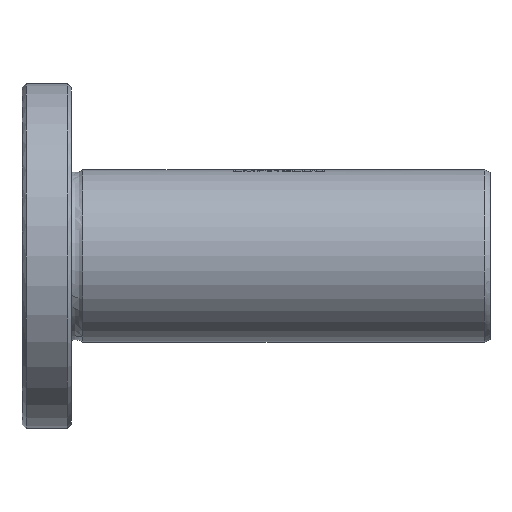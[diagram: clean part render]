
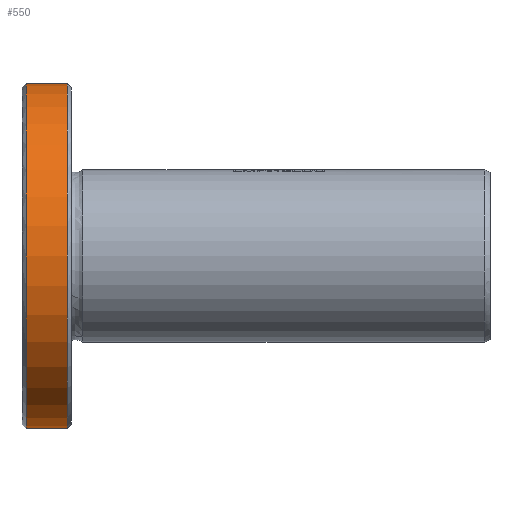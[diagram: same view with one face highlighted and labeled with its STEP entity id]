
A CAD part, front view. The second image highlights one B-rep face of the part: STEP entity #550.
In plain terms, the highlighted cylindrical face has radius 21 mm (diameter 42 mm), a full revolution.
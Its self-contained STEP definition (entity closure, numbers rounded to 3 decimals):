
#505=CYLINDRICAL_SURFACE('',#6480,21.);
#550=ADVANCED_FACE('',(#1244,#1245),#505,.T.);
#1144=CIRCLE('',#6470,21.);
#1145=CIRCLE('',#6471,21.);
#1146=CIRCLE('',#6478,21.);
#1147=CIRCLE('',#6479,21.);
#1244=FACE_BOUND('',#1349,.T.);
#1245=FACE_BOUND('',#1350,.T.);
#1349=EDGE_LOOP('',(#2444,#2445));
#1350=EDGE_LOOP('',(#2446,#2447));
#2444=ORIENTED_EDGE('',*,*,#4796,.T.);
#2445=ORIENTED_EDGE('',*,*,#4797,.T.);
#2446=ORIENTED_EDGE('',*,*,#4806,.F.);
#2447=ORIENTED_EDGE('',*,*,#4807,.F.);
#4184=VERTEX_POINT('',#9629);
#4185=VERTEX_POINT('',#9630);
#4194=VERTEX_POINT('',#9727);
#4195=VERTEX_POINT('',#9728);
#4796=EDGE_CURVE('',#4184,#4185,#1144,.T.);
#4797=EDGE_CURVE('',#4185,#4184,#1145,.T.);
#4806=EDGE_CURVE('',#4194,#4195,#1146,.T.);
#4807=EDGE_CURVE('',#4195,#4194,#1147,.T.);
#6470=AXIS2_PLACEMENT_3D('',#9628,#7016,#7017);
#6471=AXIS2_PLACEMENT_3D('',#9631,#7018,#7019);
#6478=AXIS2_PLACEMENT_3D('',#9726,#7032,#7033);
#6479=AXIS2_PLACEMENT_3D('',#9729,#7034,#7035);
#6480=AXIS2_PLACEMENT_3D('',#9730,#7036,#7037);
#7016=DIRECTION('',(1.,0.,0.));
#7017=DIRECTION('',(0.,0.,-1.));
#7018=DIRECTION('',(1.,0.,0.));
#7019=DIRECTION('',(0.,0.,-1.));
#7032=DIRECTION('',(1.,0.,0.));
#7033=DIRECTION('',(0.,0.,1.));
#7034=DIRECTION('',(1.,0.,0.));
#7035=DIRECTION('',(0.,0.,1.));
#7036=DIRECTION('',(1.,0.,0.));
#7037=DIRECTION('',(0.,0.,-1.));
#9628=CARTESIAN_POINT('',(0.5,0.,0.));
#9629=CARTESIAN_POINT('',(0.5,0.,-21.));
#9630=CARTESIAN_POINT('',(0.5,0.,21.));
#9631=CARTESIAN_POINT('',(0.5,0.,0.));
#9726=CARTESIAN_POINT('',(5.5,0.,0.));
#9727=CARTESIAN_POINT('',(5.5,0.,21.));
#9728=CARTESIAN_POINT('',(5.5,0.,-21.));
#9729=CARTESIAN_POINT('',(5.5,0.,0.));
#9730=CARTESIAN_POINT('',(0.5,0.,0.));
